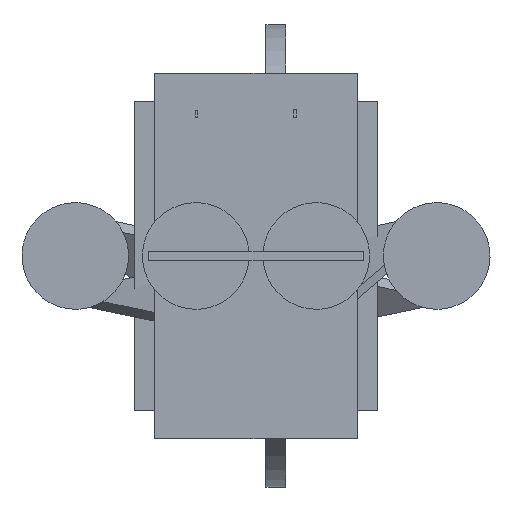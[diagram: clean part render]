
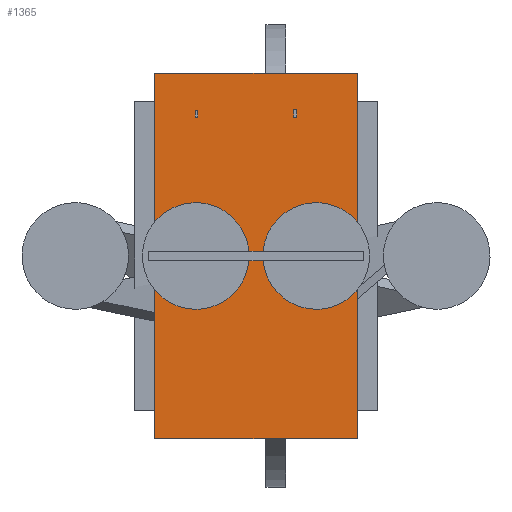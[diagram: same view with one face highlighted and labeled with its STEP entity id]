
A CAD part, left-side view. The second image highlights one B-rep face of the part: STEP entity #1365.
In plain terms, the highlighted planar face has unit normal (-1, 0, 0).
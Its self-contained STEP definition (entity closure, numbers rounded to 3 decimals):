
#1082 = B_SPLINE_SURFACE_WITH_KNOTS('',1,1,(
    (#1083,#1084)
    ,(#1085,#1086
    )),.UNSPECIFIED.,.F.,.F.,.F.,(2,2),(2,2),(0.,91.8),(0.,1.),
  .PIECEWISE_BEZIER_KNOTS.);
#1083 = CARTESIAN_POINT('',(-53.,-25.92,-66.24));
#1084 = CARTESIAN_POINT('',(-150.,-45.9,-82.8));
#1085 = CARTESIAN_POINT('',(-53.,25.92,-66.24));
#1086 = CARTESIAN_POINT('',(-150.,45.9,-82.8));
#1105 = VERTEX_POINT('',#1106);
#1106 = CARTESIAN_POINT('',(-150.,45.9,-82.8));
#1119 = B_SPLINE_SURFACE_WITH_KNOTS('',1,1,(
    (#1120,#1121)
    ,(#1122,#1123
    )),.UNSPECIFIED.,.F.,.F.,.F.,(2,2),(2,2),(0.,165.6),(0.,1.),
  .PIECEWISE_BEZIER_KNOTS.);
#1120 = CARTESIAN_POINT('',(-53.,25.92,-66.24));
#1121 = CARTESIAN_POINT('',(-150.,45.9,-82.8));
#1122 = CARTESIAN_POINT('',(-53.,25.92,66.24));
#1123 = CARTESIAN_POINT('',(-150.,45.9,82.8));
#1131 = EDGE_CURVE('',#1132,#1105,#1134,.T.);
#1132 = VERTEX_POINT('',#1133);
#1133 = CARTESIAN_POINT('',(-150.,-45.9,-82.8));
#1134 = SURFACE_CURVE('',#1135,(#1138,#1145),.PCURVE_S1.);
#1135 = B_SPLINE_CURVE_WITH_KNOTS('',1,(#1136,#1137),.UNSPECIFIED.,.F.,
  .F.,(2,2),(0.,91.8),.PIECEWISE_BEZIER_KNOTS.);
#1136 = CARTESIAN_POINT('',(-150.,-45.9,-82.8));
#1137 = CARTESIAN_POINT('',(-150.,45.9,-82.8));
#1138 = PCURVE('',#1082,#1139);
#1139 = DEFINITIONAL_REPRESENTATION('',(#1140),#1144);
#1140 = LINE('',#1141,#1142);
#1141 = CARTESIAN_POINT('',(0.,1.));
#1142 = VECTOR('',#1143,1.);
#1143 = DIRECTION('',(1.,0.));
#1144 = ( GEOMETRIC_REPRESENTATION_CONTEXT(2) 
PARAMETRIC_REPRESENTATION_CONTEXT() REPRESENTATION_CONTEXT('2D SPACE',''
  ) );
#1145 = PCURVE('',#1146,#1151);
#1146 = PLANE('',#1147);
#1147 = AXIS2_PLACEMENT_3D('',#1148,#1149,#1150);
#1148 = CARTESIAN_POINT('',(-150.,-45.9,-82.8));
#1149 = DIRECTION('',(-1.,0.,0.));
#1150 = DIRECTION('',(0.,0.485,0.875));
#1151 = DEFINITIONAL_REPRESENTATION('',(#1152),#1155);
#1152 = B_SPLINE_CURVE_WITH_KNOTS('',1,(#1153,#1154),.UNSPECIFIED.,.F.,
  .F.,(2,2),(0.,91.8),.PIECEWISE_BEZIER_KNOTS.);
#1153 = CARTESIAN_POINT('',(0.,0.));
#1154 = CARTESIAN_POINT('',(44.508,80.289));
#1155 = ( GEOMETRIC_REPRESENTATION_CONTEXT(2) 
PARAMETRIC_REPRESENTATION_CONTEXT() REPRESENTATION_CONTEXT('2D SPACE',''
  ) );
#1170 = B_SPLINE_SURFACE_WITH_KNOTS('',1,1,(
    (#1171,#1172)
    ,(#1173,#1174
    )),.UNSPECIFIED.,.F.,.F.,.F.,(2,2),(2,2),(0.,165.6),(0.,1.),
  .PIECEWISE_BEZIER_KNOTS.);
#1171 = CARTESIAN_POINT('',(-53.,-25.92,66.24));
#1172 = CARTESIAN_POINT('',(-150.,-45.9,82.8));
#1173 = CARTESIAN_POINT('',(-53.,-25.92,-66.24));
#1174 = CARTESIAN_POINT('',(-150.,-45.9,-82.8));
#1206 = VERTEX_POINT('',#1207);
#1207 = CARTESIAN_POINT('',(-150.,45.9,82.8));
#1220 = B_SPLINE_SURFACE_WITH_KNOTS('',1,1,(
    (#1221,#1222)
    ,(#1223,#1224
    )),.UNSPECIFIED.,.F.,.F.,.F.,(2,2),(2,2),(0.,91.8),(0.,1.),
  .PIECEWISE_BEZIER_KNOTS.);
#1221 = CARTESIAN_POINT('',(-53.,25.92,66.24));
#1222 = CARTESIAN_POINT('',(-150.,45.9,82.8));
#1223 = CARTESIAN_POINT('',(-53.,-25.92,66.24));
#1224 = CARTESIAN_POINT('',(-150.,-45.9,82.8));
#1232 = EDGE_CURVE('',#1105,#1206,#1233,.T.);
#1233 = SURFACE_CURVE('',#1234,(#1237,#1244),.PCURVE_S1.);
#1234 = B_SPLINE_CURVE_WITH_KNOTS('',1,(#1235,#1236),.UNSPECIFIED.,.F.,
  .F.,(2,2),(0.,165.6),.PIECEWISE_BEZIER_KNOTS.);
#1235 = CARTESIAN_POINT('',(-150.,45.9,-82.8));
#1236 = CARTESIAN_POINT('',(-150.,45.9,82.8));
#1237 = PCURVE('',#1119,#1238);
#1238 = DEFINITIONAL_REPRESENTATION('',(#1239),#1243);
#1239 = LINE('',#1240,#1241);
#1240 = CARTESIAN_POINT('',(0.,1.));
#1241 = VECTOR('',#1242,1.);
#1242 = DIRECTION('',(1.,0.));
#1243 = ( GEOMETRIC_REPRESENTATION_CONTEXT(2) 
PARAMETRIC_REPRESENTATION_CONTEXT() REPRESENTATION_CONTEXT('2D SPACE',''
  ) );
#1244 = PCURVE('',#1146,#1245);
#1245 = DEFINITIONAL_REPRESENTATION('',(#1246),#1249);
#1246 = B_SPLINE_CURVE_WITH_KNOTS('',1,(#1247,#1248),.UNSPECIFIED.,.F.,
  .F.,(2,2),(0.,165.6),.PIECEWISE_BEZIER_KNOTS.);
#1247 = CARTESIAN_POINT('',(44.508,80.289));
#1248 = CARTESIAN_POINT('',(189.343,0.));
#1249 = ( GEOMETRIC_REPRESENTATION_CONTEXT(2) 
PARAMETRIC_REPRESENTATION_CONTEXT() REPRESENTATION_CONTEXT('2D SPACE',''
  ) );
#1276 = VERTEX_POINT('',#1277);
#1277 = CARTESIAN_POINT('',(-150.,-45.9,82.8));
#1297 = EDGE_CURVE('',#1206,#1276,#1298,.T.);
#1298 = SURFACE_CURVE('',#1299,(#1302,#1309),.PCURVE_S1.);
#1299 = B_SPLINE_CURVE_WITH_KNOTS('',1,(#1300,#1301),.UNSPECIFIED.,.F.,
  .F.,(2,2),(0.,91.8),.PIECEWISE_BEZIER_KNOTS.);
#1300 = CARTESIAN_POINT('',(-150.,45.9,82.8));
#1301 = CARTESIAN_POINT('',(-150.,-45.9,82.8));
#1302 = PCURVE('',#1220,#1303);
#1303 = DEFINITIONAL_REPRESENTATION('',(#1304),#1308);
#1304 = LINE('',#1305,#1306);
#1305 = CARTESIAN_POINT('',(0.,1.));
#1306 = VECTOR('',#1307,1.);
#1307 = DIRECTION('',(1.,0.));
#1308 = ( GEOMETRIC_REPRESENTATION_CONTEXT(2) 
PARAMETRIC_REPRESENTATION_CONTEXT() REPRESENTATION_CONTEXT('2D SPACE',''
  ) );
#1309 = PCURVE('',#1146,#1310);
#1310 = DEFINITIONAL_REPRESENTATION('',(#1311),#1314);
#1311 = B_SPLINE_CURVE_WITH_KNOTS('',1,(#1312,#1313),.UNSPECIFIED.,.F.,
  .F.,(2,2),(0.,91.8),.PIECEWISE_BEZIER_KNOTS.);
#1312 = CARTESIAN_POINT('',(189.343,0.));
#1313 = CARTESIAN_POINT('',(144.835,-80.289));
#1314 = ( GEOMETRIC_REPRESENTATION_CONTEXT(2) 
PARAMETRIC_REPRESENTATION_CONTEXT() REPRESENTATION_CONTEXT('2D SPACE',''
  ) );
#1339 = EDGE_CURVE('',#1276,#1132,#1340,.T.);
#1340 = SURFACE_CURVE('',#1341,(#1344,#1351),.PCURVE_S1.);
#1341 = B_SPLINE_CURVE_WITH_KNOTS('',1,(#1342,#1343),.UNSPECIFIED.,.F.,
  .F.,(2,2),(0.,165.6),.PIECEWISE_BEZIER_KNOTS.);
#1342 = CARTESIAN_POINT('',(-150.,-45.9,82.8));
#1343 = CARTESIAN_POINT('',(-150.,-45.9,-82.8));
#1344 = PCURVE('',#1170,#1345);
#1345 = DEFINITIONAL_REPRESENTATION('',(#1346),#1350);
#1346 = LINE('',#1347,#1348);
#1347 = CARTESIAN_POINT('',(0.,1.));
#1348 = VECTOR('',#1349,1.);
#1349 = DIRECTION('',(1.,0.));
#1350 = ( GEOMETRIC_REPRESENTATION_CONTEXT(2) 
PARAMETRIC_REPRESENTATION_CONTEXT() REPRESENTATION_CONTEXT('2D SPACE',''
  ) );
#1351 = PCURVE('',#1146,#1352);
#1352 = DEFINITIONAL_REPRESENTATION('',(#1353),#1356);
#1353 = B_SPLINE_CURVE_WITH_KNOTS('',1,(#1354,#1355),.UNSPECIFIED.,.F.,
  .F.,(2,2),(0.,165.6),.PIECEWISE_BEZIER_KNOTS.);
#1354 = CARTESIAN_POINT('',(144.835,-80.289));
#1355 = CARTESIAN_POINT('',(0.,0.));
#1356 = ( GEOMETRIC_REPRESENTATION_CONTEXT(2) 
PARAMETRIC_REPRESENTATION_CONTEXT() REPRESENTATION_CONTEXT('2D SPACE',''
  ) );
#1365 = ADVANCED_FACE('',(#1366),#1146,.T.);
#1366 = FACE_BOUND('',#1367,.F.);
#1367 = EDGE_LOOP('',(#1368,#1369,#1370,#1371));
#1368 = ORIENTED_EDGE('',*,*,#1131,.T.);
#1369 = ORIENTED_EDGE('',*,*,#1232,.T.);
#1370 = ORIENTED_EDGE('',*,*,#1297,.T.);
#1371 = ORIENTED_EDGE('',*,*,#1339,.T.);
